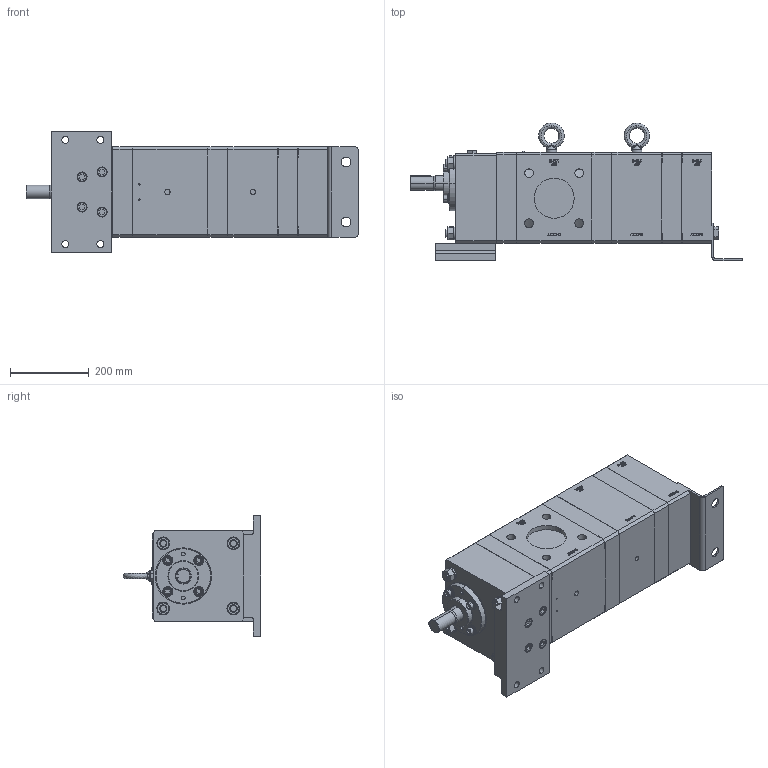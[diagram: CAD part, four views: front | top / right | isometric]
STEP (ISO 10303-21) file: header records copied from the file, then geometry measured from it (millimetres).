
FILE_DESCRIPTION (( 'STEP AP214' ), '1' );
FILE_NAME ('G-1460-15J9-003.STEP', '2019-10-10T15:31:53', ( '' ), ( '' ), 'SwSTEP 2.0', 'SolidWorks 2018', '' );
FILE_SCHEMA (( 'AUTOMOTIVE_DESIGN' ));
Length unit declared in the file: inch
Products named in the file (1): G-1460-15J9-003
Bounding box: 841.69 x 349.45 x 304.8 mm (x, y, z)
Volume: 36253225.3 mm3; surface area: 1088771.6 mm2
Topology: 1 solids, 1 shells, 2323 faces, 5972 edges, 3922 vertices
Faces by surface type: plane 1344, bspline 585, cylinder 267, cone 119, sphere 4, torus 4
Entity records: 132765 total; most frequent: CARTESIAN_POINT 61400, ORIENTED_EDGE 11920, DIRECTION 8724, EDGE_CURVE 5960, VECTOR 3976, LINE 3976, VERTEX_POINT 3922, EDGE_LOOP 2670
